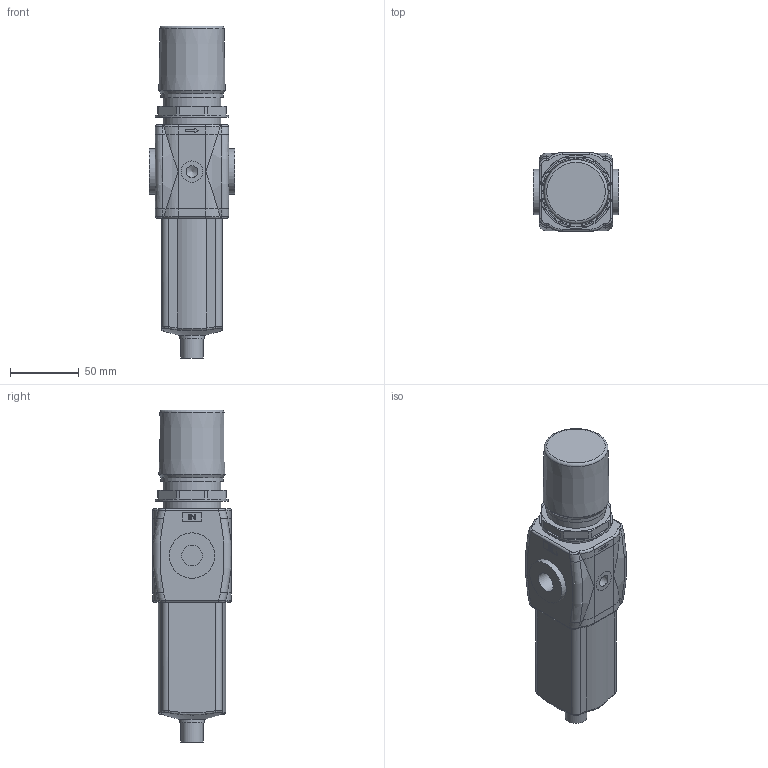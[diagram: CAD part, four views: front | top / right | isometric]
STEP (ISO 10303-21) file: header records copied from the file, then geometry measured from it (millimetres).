
FILE_DESCRIPTION((''),'2;1');
FILE_NAME('#172BE##.iam.step','2010-08-23T14:12:04',(''),(''),'Autodesk Inventor 2010','Autodesk Inventor 2010','');
FILE_SCHEMA(('AUTOMOTIVE_DESIGN { 1 0 10303 214 1 1 1 1 }'));
Length unit declared in the file: millimetre
Products named in the file (3): #172BE##; 1702-012G
Assembly tree (2 placements, depth 2):
  #172BE##
    #172BE##
    1702-012G
Bounding box: 62 x 57 x 240.6 mm (x, y, z)
Volume: 491549.6 mm3; surface area: 52565.2 mm2
Topology: 2 solids, 2 shells, 246 faces, 577 edges, 361 vertices
Faces by surface type: plane 90, cylinder 61, bspline 58, torus 24, cone 13
Full cylindrical faces by diameter (mm): 4.5 x1, 12 x1, 16 x1, 18 x1, 19 x1, 23 x1, 33 x1, 42 x1, 43 x1, 45 x1, 53 x1
Entity records: 7943 total; most frequent: CARTESIAN_POINT 2644, ORIENTED_EDGE 1088, DIRECTION 962, EDGE_CURVE 544, VERTEX_POINT 354, AXIS2_PLACEMENT_3D 349, EDGE_LOOP 300, VECTOR 264
